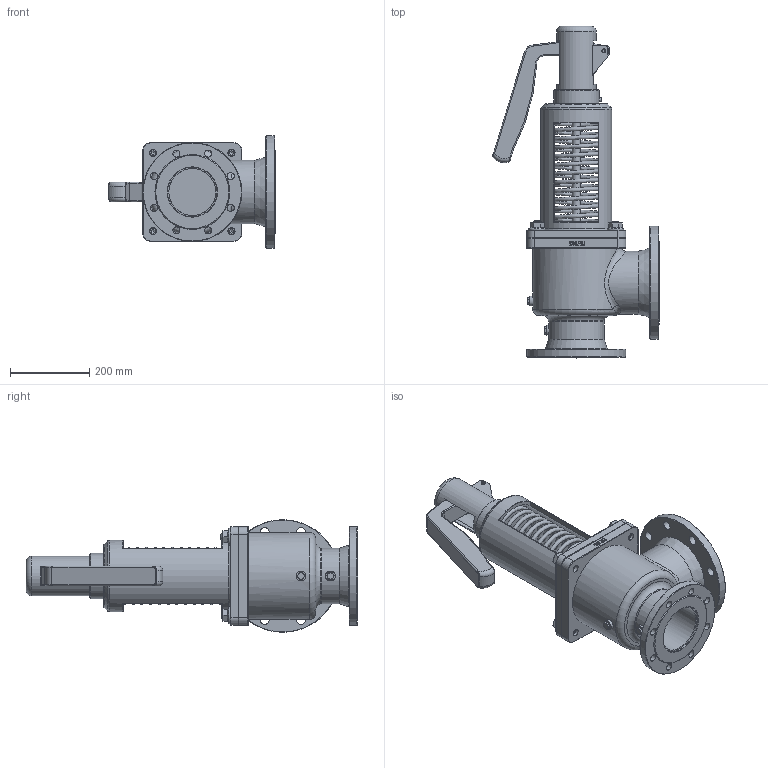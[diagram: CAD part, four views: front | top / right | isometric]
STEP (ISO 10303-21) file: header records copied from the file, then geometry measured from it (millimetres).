
FILE_DESCRIPTION(/* description */ (''),/* implementation_level */ '2;1');
FILE_NAME(/* name */ 'DN125_3D_STEP.stp',/* time_stamp */ '2023-12-21T12:44:02+03:00',/* author */ ('igorr'),/* organization */ (''),/* preprocessor_version */ 'ST-DEVELOPER v19.2',/* originating_system */ 'Autodesk Inventor 2023',/* authorisation */ '');
FILE_SCHEMA (('AUTOMOTIVE_DESIGN { 1 0 10303 214 3 1 1 }'));
Length unit declared in the file: millimetre
Products named in the file (9): Сборка; Деталь1; Деталь3; Деталь4; Деталь5; Деталь2; AS 1110 - M10 x 16; AS 1421 - M20 x 60 засверленный 
конец; DIN 6923 - M20
Assembly tree (15 placements, depth 2):
  Сборка
    Деталь1
    Деталь3
    Деталь4
    Деталь5
    Деталь2
    AS 1110 - M10 x 16  x2
    AS 1421 - M20 x 60 засверленный 
конец  x4
    DIN 6923 - M20  x4
Bounding box: 421.65 x 839 x 285 mm (x, y, z)
Volume: 12327230.4 mm3; surface area: 1708102.7 mm2
Topology: 16 solids, 16 shells, 526 faces, 1232 edges, 774 vertices
Faces by surface type: plane 241, cylinder 127, cone 79, torus 47, bspline 32
Full cylindrical faces by diameter (mm): 7 x2, 10 x6, 10.192 x1, 12 x2, 15 x1, 16 x2, 17.294 x4, 18 x16, 20 x5, 23 x8, 25 x2, 30 x1, 85 x1, 95 x1, 100 x4, 106 x2, 110 x1, 115 x1, 118.686 x1, 125 x2, 140 x2, 150 x1, 160 x3, 180 x2, 200 x1, 250 x1, 285 x1
Entity records: 18928 total; most frequent: CARTESIAN_POINT 9150, DIRECTION 1914, ORIENTED_EDGE 1826, EDGE_CURVE 913, AXIS2_PLACEMENT_3D 755, VERTEX_POINT 582, EDGE_LOOP 497, LINE 404
